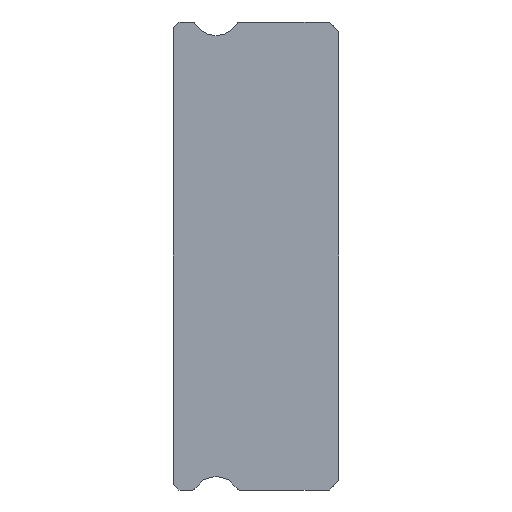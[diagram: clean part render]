
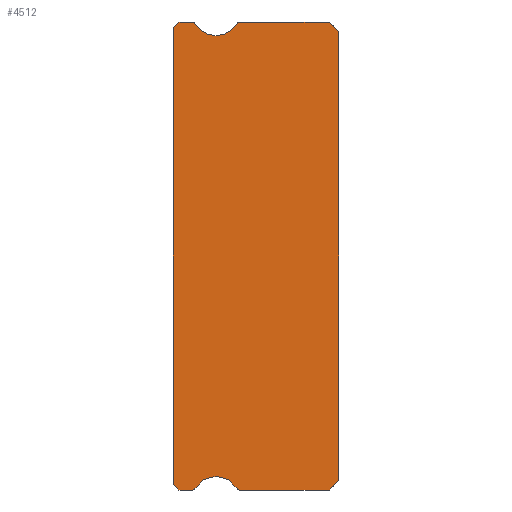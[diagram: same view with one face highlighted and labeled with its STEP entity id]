
A CAD part, left-side view. The second image highlights one B-rep face of the part: STEP entity #4512.
In plain terms, the highlighted planar face has unit normal (-1, 0, 0).
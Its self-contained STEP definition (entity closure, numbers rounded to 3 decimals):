
#11 = VERTEX_POINT ( 'NONE', #451 ) ;
#55 = CARTESIAN_POINT ( 'NONE',  ( -20., 7.383, 11.925 ) ) ;
#97 = AXIS2_PLACEMENT_3D ( 'NONE', #2072, #891, #978 ) ;
#174 = DIRECTION ( 'NONE',  ( -1., 0., 0. ) ) ;
#213 = VECTOR ( 'NONE', #693, 1000. ) ;
#348 = CARTESIAN_POINT ( 'NONE',  ( -20., 7.512, 11.85 ) ) ;
#367 = CIRCLE ( 'NONE', #4805, 1.25 ) ;
#451 = CARTESIAN_POINT ( 'NONE',  ( -20., 0.5, 12. ) ) ;
#457 = DIRECTION ( 'NONE',  ( 1., 0., 0. ) ) ;
#501 = DIRECTION ( 'NONE',  ( 0., 0.707, -0.707 ) ) ;
#523 = DIRECTION ( 'NONE',  ( 0., -0.707, -0.707 ) ) ;
#560 = EDGE_CURVE ( 'NONE', #6826, #2723, #710, .T. ) ;
#586 = CARTESIAN_POINT ( 'NONE',  ( -20., 7.383, -11.925 ) ) ;
#598 = DIRECTION ( 'NONE',  ( 0., 0., 1. ) ) ;
#693 = DIRECTION ( 'NONE',  ( 0., -1., 0. ) ) ;
#710 = CIRCLE ( 'NONE', #3100, 0.15 ) ;
#716 = ORIENTED_EDGE ( 'NONE', *, *, #3391, .F. ) ;
#761 = ORIENTED_EDGE ( 'NONE', *, *, #4120, .T. ) ;
#891 = DIRECTION ( 'NONE',  ( 1., 0., 0. ) ) ;
#911 = CARTESIAN_POINT ( 'NONE',  ( -20., 6.3, 12.55 ) ) ;
#946 = ORIENTED_EDGE ( 'NONE', *, *, #6003, .F. ) ;
#978 = DIRECTION ( 'NONE',  ( 0., 0., -1. ) ) ;
#1029 = LINE ( 'NONE', #5879, #4169 ) ;
#1105 = CARTESIAN_POINT ( 'NONE',  ( -20., 8.5, 11.7 ) ) ;
#1112 = EDGE_CURVE ( 'NONE', #6854, #5168, #3984, .T. ) ;
#1146 = CARTESIAN_POINT ( 'NONE',  ( -20., 0.5, -12. ) ) ;
#1152 = VECTOR ( 'NONE', #598, 1000. ) ;
#1294 = CARTESIAN_POINT ( 'NONE',  ( -20., 7.512, 12. ) ) ;
#1295 = AXIS2_PLACEMENT_3D ( 'NONE', #4077, #457, #2876 ) ;
#1399 = CARTESIAN_POINT ( 'NONE',  ( -20., 0., 11.5 ) ) ;
#1514 = VECTOR ( 'NONE', #7247, 1000. ) ;
#1571 = DIRECTION ( 'NONE',  ( 0., -0.707, -0.707 ) ) ;
#1621 = CARTESIAN_POINT ( 'NONE',  ( -20., 7.512, -12. ) ) ;
#1624 = ORIENTED_EDGE ( 'NONE', *, *, #5580, .F. ) ;
#1678 = DIRECTION ( 'NONE',  ( 0., 0., -1. ) ) ;
#1689 = EDGE_CURVE ( 'NONE', #3172, #6348, #3766, .T. ) ;
#1760 = CARTESIAN_POINT ( 'NONE',  ( -20., 7.512, 11.85 ) ) ;
#1912 = VERTEX_POINT ( 'NONE', #4155 ) ;
#2045 = VERTEX_POINT ( 'NONE', #3808 ) ;
#2072 = CARTESIAN_POINT ( 'NONE',  ( -20., 5.088, 11.85 ) ) ;
#2136 = DIRECTION ( 'NONE',  ( 0., 0., -1. ) ) ;
#2166 = AXIS2_PLACEMENT_3D ( 'NONE', #3290, #2184, #5699 ) ;
#2175 = CARTESIAN_POINT ( 'NONE',  ( -20., 7.512, -12. ) ) ;
#2184 = DIRECTION ( 'NONE',  ( -1., 0., 0. ) ) ;
#2312 = DIRECTION ( 'NONE',  ( 0., 0.707, -0.707 ) ) ;
#2316 = EDGE_CURVE ( 'NONE', #5016, #3649, #6817, .T. ) ;
#2348 = CARTESIAN_POINT ( 'NONE',  ( -20., 7.512, -11.85 ) ) ;
#2424 = VERTEX_POINT ( 'NONE', #5900 ) ;
#2723 = VERTEX_POINT ( 'NONE', #7485 ) ;
#2724 = FACE_OUTER_BOUND ( 'NONE', #5107, .T. ) ;
#2776 = ORIENTED_EDGE ( 'NONE', *, *, #6188, .F. ) ;
#2777 = DIRECTION ( 'NONE',  ( 0., -1., 0. ) ) ;
#2786 = CARTESIAN_POINT ( 'NONE',  ( -20., 8.2, 12. ) ) ;
#2789 = ORIENTED_EDGE ( 'NONE', *, *, #2316, .T. ) ;
#2829 = DIRECTION ( 'NONE',  ( 0., 0., 1. ) ) ;
#2876 = DIRECTION ( 'NONE',  ( 0., 0., -1. ) ) ;
#2948 = EDGE_CURVE ( 'NONE', #7300, #2045, #5738, .T. ) ;
#3051 = CIRCLE ( 'NONE', #1295, 0.15 ) ;
#3100 = AXIS2_PLACEMENT_3D ( 'NONE', #2348, #5902, #6613 ) ;
#3137 = VERTEX_POINT ( 'NONE', #4234 ) ;
#3172 = VERTEX_POINT ( 'NONE', #3179 ) ;
#3179 = CARTESIAN_POINT ( 'NONE',  ( -20., 5.217, 11.925 ) ) ;
#3290 = CARTESIAN_POINT ( 'NONE',  ( -20., 6.3, 12.55 ) ) ;
#3322 = DIRECTION ( 'NONE',  ( -1., 0., 0. ) ) ;
#3351 = PLANE ( 'NONE',  #3810 ) ;
#3391 = EDGE_CURVE ( 'NONE', #5016, #7300, #3825, .T. ) ;
#3560 = VERTEX_POINT ( 'NONE', #4898 ) ;
#3649 = VERTEX_POINT ( 'NONE', #4018 ) ;
#3657 = VECTOR ( 'NONE', #523, 1000. ) ;
#3766 = CIRCLE ( 'NONE', #97, 0.15 ) ;
#3808 = CARTESIAN_POINT ( 'NONE',  ( -20., 6.3, 11.3 ) ) ;
#3810 = AXIS2_PLACEMENT_3D ( 'NONE', #348, #6353, #5680 ) ;
#3825 = CIRCLE ( 'NONE', #4724, 0.15 ) ;
#3913 = ORIENTED_EDGE ( 'NONE', *, *, #1112, .F. ) ;
#3918 = ORIENTED_EDGE ( 'NONE', *, *, #5724, .F. ) ;
#3921 = ORIENTED_EDGE ( 'NONE', *, *, #560, .F. ) ;
#3961 = EDGE_CURVE ( 'NONE', #2424, #3137, #4405, .T. ) ;
#3981 = DIRECTION ( 'NONE',  ( 0., 1., 0. ) ) ;
#3984 = LINE ( 'NONE', #5864, #7420 ) ;
#4018 = CARTESIAN_POINT ( 'NONE',  ( -20., 8.2, 12. ) ) ;
#4077 = CARTESIAN_POINT ( 'NONE',  ( -20., 5.088, -11.85 ) ) ;
#4109 = VECTOR ( 'NONE', #3981, 1000. ) ;
#4113 = DIRECTION ( 'NONE',  ( 1., 0., 0. ) ) ;
#4120 = EDGE_CURVE ( 'NONE', #1912, #2723, #7567, .T. ) ;
#4155 = CARTESIAN_POINT ( 'NONE',  ( -20., 8.2, -12. ) ) ;
#4169 = VECTOR ( 'NONE', #1571, 1000. ) ;
#4177 = ORIENTED_EDGE ( 'NONE', *, *, #6196, .T. ) ;
#4234 = CARTESIAN_POINT ( 'NONE',  ( -20., 0., 11.5 ) ) ;
#4307 = AXIS2_PLACEMENT_3D ( 'NONE', #4435, #174, #6267 ) ;
#4405 = LINE ( 'NONE', #1399, #1152 ) ;
#4435 = CARTESIAN_POINT ( 'NONE',  ( -20., 6.3, -12.55 ) ) ;
#4464 = ORIENTED_EDGE ( 'NONE', *, *, #5845, .F. ) ;
#4475 = CARTESIAN_POINT ( 'NONE',  ( -20., 5.088, 12. ) ) ;
#4512 = ADVANCED_FACE ( 'NONE', ( #2724 ), #3351, .F. ) ;
#4550 = CARTESIAN_POINT ( 'NONE',  ( -20., 5.217, -11.925 ) ) ;
#4719 = CARTESIAN_POINT ( 'NONE',  ( -20., 8.5, -11.7 ) ) ;
#4724 = AXIS2_PLACEMENT_3D ( 'NONE', #1760, #4113, #1678 ) ;
#4766 = CARTESIAN_POINT ( 'NONE',  ( -20., 8.5, 11.7 ) ) ;
#4805 = AXIS2_PLACEMENT_3D ( 'NONE', #911, #3322, #2136 ) ;
#4898 = CARTESIAN_POINT ( 'NONE',  ( -20., 5.088, -12. ) ) ;
#4902 = EDGE_CURVE ( 'NONE', #3560, #5808, #3051, .T. ) ;
#5016 = VERTEX_POINT ( 'NONE', #5145 ) ;
#5107 = EDGE_LOOP ( 'NONE', ( #3913, #4177, #761, #3921, #3918, #6759, #5805, #2776, #6050, #4464, #946, #6393, #1624, #7603, #716, #2789, #5114 ) ) ;
#5114 = ORIENTED_EDGE ( 'NONE', *, *, #7557, .T. ) ;
#5145 = CARTESIAN_POINT ( 'NONE',  ( -20., 7.512, 12. ) ) ;
#5168 = VERTEX_POINT ( 'NONE', #4766 ) ;
#5580 = EDGE_CURVE ( 'NONE', #2045, #3172, #367, .T. ) ;
#5582 = EDGE_CURVE ( 'NONE', #7519, #3560, #7056, .T. ) ;
#5680 = DIRECTION ( 'NONE',  ( 0., 0., -1. ) ) ;
#5699 = DIRECTION ( 'NONE',  ( 0., 0., -1. ) ) ;
#5724 = EDGE_CURVE ( 'NONE', #5808, #6826, #6478, .T. ) ;
#5738 = CIRCLE ( 'NONE', #2166, 1.25 ) ;
#5805 = ORIENTED_EDGE ( 'NONE', *, *, #5582, .F. ) ;
#5808 = VERTEX_POINT ( 'NONE', #4550 ) ;
#5845 = EDGE_CURVE ( 'NONE', #11, #3137, #1029, .T. ) ;
#5864 = CARTESIAN_POINT ( 'NONE',  ( -20., 8.5, 11.85 ) ) ;
#5879 = CARTESIAN_POINT ( 'NONE',  ( -20., 0.5, 12. ) ) ;
#5900 = CARTESIAN_POINT ( 'NONE',  ( -20., 0., -11.5 ) ) ;
#5902 = DIRECTION ( 'NONE',  ( 1., 0., 0. ) ) ;
#6003 = EDGE_CURVE ( 'NONE', #6348, #11, #6734, .T. ) ;
#6007 = LINE ( 'NONE', #7070, #3657 ) ;
#6050 = ORIENTED_EDGE ( 'NONE', *, *, #3961, .T. ) ;
#6188 = EDGE_CURVE ( 'NONE', #2424, #7519, #7217, .T. ) ;
#6196 = EDGE_CURVE ( 'NONE', #6854, #1912, #6007, .T. ) ;
#6267 = DIRECTION ( 'NONE',  ( 0., 0., -1. ) ) ;
#6321 = VECTOR ( 'NONE', #501, 1000. ) ;
#6348 = VERTEX_POINT ( 'NONE', #4475 ) ;
#6353 = DIRECTION ( 'NONE',  ( 1., 0., 0. ) ) ;
#6393 = ORIENTED_EDGE ( 'NONE', *, *, #1689, .F. ) ;
#6478 = CIRCLE ( 'NONE', #4307, 1.25 ) ;
#6556 = LINE ( 'NONE', #1105, #6321 ) ;
#6613 = DIRECTION ( 'NONE',  ( 0., 0., -1. ) ) ;
#6734 = LINE ( 'NONE', #1294, #213 ) ;
#6759 = ORIENTED_EDGE ( 'NONE', *, *, #4902, .F. ) ;
#6817 = LINE ( 'NONE', #2786, #4109 ) ;
#6826 = VERTEX_POINT ( 'NONE', #586 ) ;
#6853 = VECTOR ( 'NONE', #2777, 1000. ) ;
#6854 = VERTEX_POINT ( 'NONE', #4719 ) ;
#7056 = LINE ( 'NONE', #1621, #1514 ) ;
#7070 = CARTESIAN_POINT ( 'NONE',  ( -20., 8.2, -12. ) ) ;
#7076 = VECTOR ( 'NONE', #2312, 1000. ) ;
#7181 = CARTESIAN_POINT ( 'NONE',  ( -20., 0., -11.5 ) ) ;
#7217 = LINE ( 'NONE', #7181, #7076 ) ;
#7247 = DIRECTION ( 'NONE',  ( 0., 1., 0. ) ) ;
#7300 = VERTEX_POINT ( 'NONE', #55 ) ;
#7420 = VECTOR ( 'NONE', #2829, 1000. ) ;
#7485 = CARTESIAN_POINT ( 'NONE',  ( -20., 7.512, -12. ) ) ;
#7519 = VERTEX_POINT ( 'NONE', #1146 ) ;
#7557 = EDGE_CURVE ( 'NONE', #3649, #5168, #6556, .T. ) ;
#7567 = LINE ( 'NONE', #2175, #6853 ) ;
#7603 = ORIENTED_EDGE ( 'NONE', *, *, #2948, .F. ) ;
